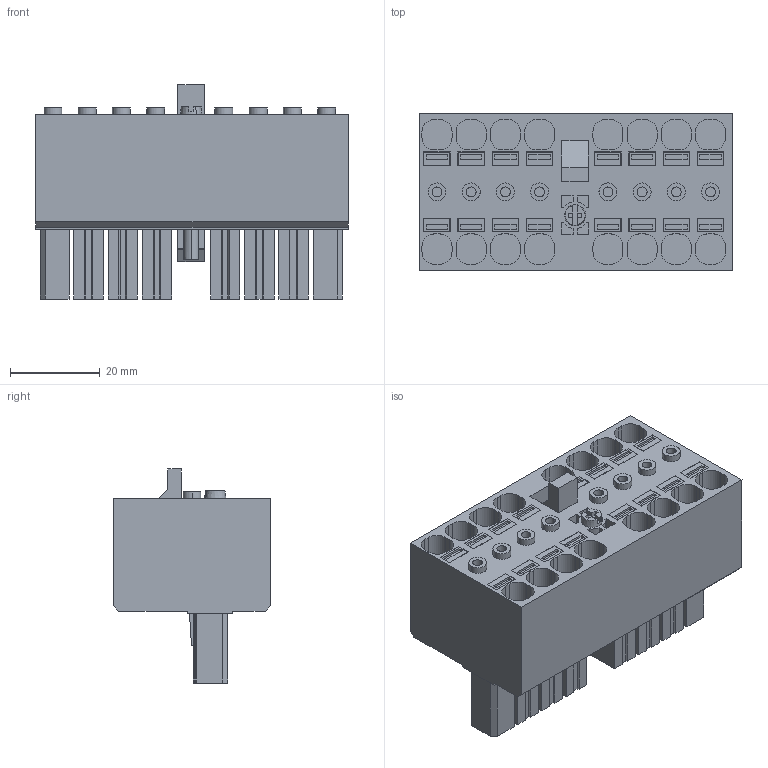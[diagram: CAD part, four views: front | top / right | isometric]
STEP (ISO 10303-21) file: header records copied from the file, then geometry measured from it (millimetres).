
FILE_DESCRIPTION(('CATIA V5 STEP Exchange','CAx-IF Rec.Pracs.--- Model Styling and Organization---1.4--- 2014-01-23'),'2;1');
FILE_NAME ('1208095-5_0_2720620000_2720620000.stp','2020-07-29T13:10:53+00:00',('none'),('Weidmueller'),'CATIA Version 5-6 Release 2016','CATIA V5 STEP AP214','none');
FILE_SCHEMA(('AUTOMOTIVE_DESIGN { 1 0 10303 214 1 1 1 1 }'));
Length unit declared in the file: millimetre
Products named in the file (1): 2720620000
Bounding box: 69.58 x 35.05 x 47.7 mm (x, y, z)
Volume: 62417.1 mm3; surface area: 24227.1 mm2
Topology: 19 solids, 19 shells, 969 faces, 2443 edges, 1628 vertices
Faces by surface type: plane 856, cylinder 111, cone 2
Entity records: 27691 total; most frequent: CARTESIAN_POINT 4927, ORIENTED_EDGE 4886, DIRECTION 3596, EDGE_CURVE 2443, VECTOR 2209, LINE 2209, VERTEX_POINT 1628, EDGE_LOOP 1093
